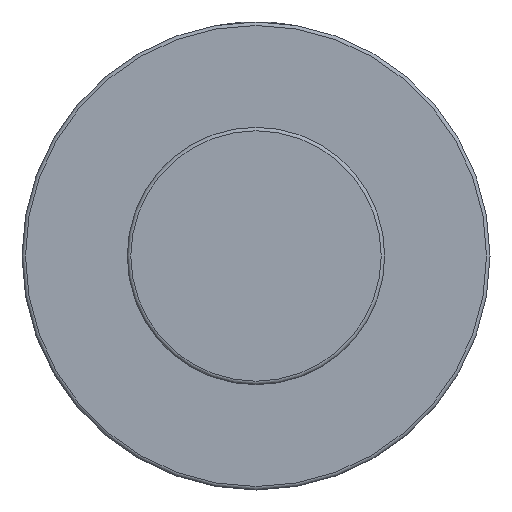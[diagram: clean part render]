
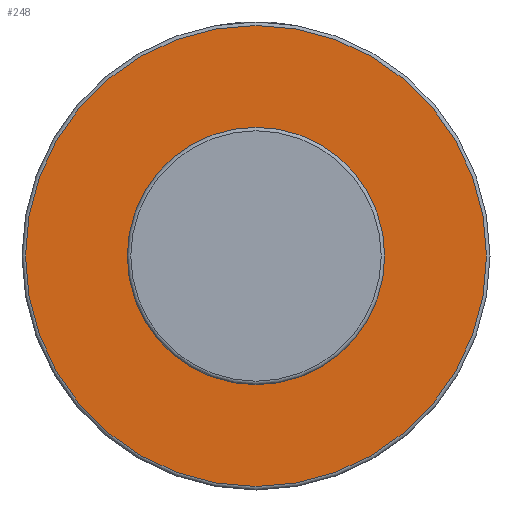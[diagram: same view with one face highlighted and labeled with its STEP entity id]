
A CAD part, front view. The second image highlights one B-rep face of the part: STEP entity #248.
In plain terms, the highlighted planar face has unit normal (0, -1, 0).
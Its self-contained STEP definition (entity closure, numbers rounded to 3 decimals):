
#77=ORIENTED_EDGE('',*,*,#106,.T.);
#78=ORIENTED_EDGE('',*,*,#100,.T.);
#100=EDGE_CURVE('',#120,#120,#138,.T.);
#106=EDGE_CURVE('',#126,#126,#144,.T.);
#120=VERTEX_POINT('',#511);
#126=VERTEX_POINT('',#528);
#138=CIRCLE('',#309,3.1);
#144=CIRCLE('',#320,19.7);
#175=EDGE_LOOP('',(#77));
#176=EDGE_LOOP('',(#78));
#215=FACE_BOUND('',#175,.T.);
#216=FACE_BOUND('',#176,.T.);
#233=PLANE('',#319);
#248=ADVANCED_FACE('',(#215,#216),#233,.T.);
#309=AXIS2_PLACEMENT_3D('',#510,#368,#369);
#319=AXIS2_PLACEMENT_3D('',#526,#388,#389);
#320=AXIS2_PLACEMENT_3D('',#527,#390,#391);
#368=DIRECTION('',(0.,1.,0.));
#369=DIRECTION('',(-1.,0.,0.));
#388=DIRECTION('',(0.,-1.,0.));
#389=DIRECTION('',(-1.,0.,0.));
#390=DIRECTION('',(0.,-1.,0.));
#391=DIRECTION('',(1.,0.,0.));
#510=CARTESIAN_POINT('',(-782.957,-1012.883,1447.429));
#511=CARTESIAN_POINT('',(-786.057,-1012.883,1447.429));
#526=CARTESIAN_POINT('',(-782.957,-1012.883,1457.429));
#527=CARTESIAN_POINT('',(-782.957,-1012.883,1447.429));
#528=CARTESIAN_POINT('',(-763.257,-1012.883,1447.429));
